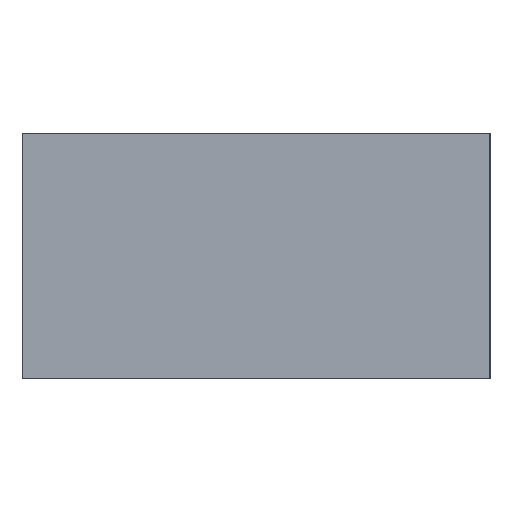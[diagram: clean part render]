
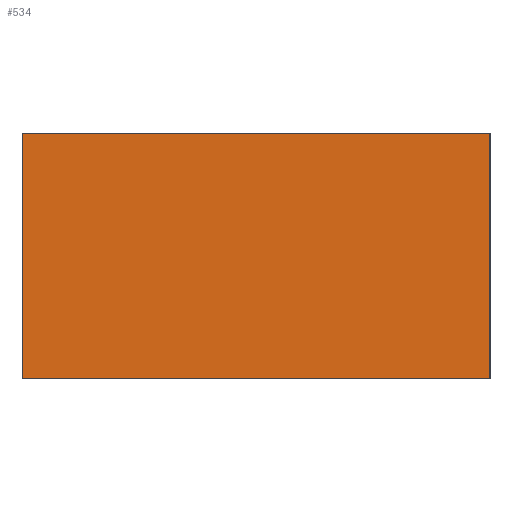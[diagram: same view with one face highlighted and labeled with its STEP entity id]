
A CAD part, left-side view. The second image highlights one B-rep face of the part: STEP entity #534.
In plain terms, the highlighted planar face has unit normal (-1, 0, 0).
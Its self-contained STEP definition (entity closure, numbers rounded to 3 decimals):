
#53=PLANE('',#580);
#81=FACE_OUTER_BOUND('',#113,.T.);
#113=EDGE_LOOP('',(#500,#501,#502,#503));
#141=LINE('',#1085,#201);
#151=LINE('',#1107,#211);
#163=LINE('',#1130,#223);
#176=LINE('',#1163,#236);
#201=VECTOR('',#628,10.);
#211=VECTOR('',#644,10.);
#223=VECTOR('',#664,10.);
#236=VECTOR('',#705,10.);
#264=VERTEX_POINT('',#1082);
#265=VERTEX_POINT('',#1084);
#273=VERTEX_POINT('',#1104);
#274=VERTEX_POINT('',#1106);
#320=EDGE_CURVE('',#265,#264,#141,.T.);
#331=EDGE_CURVE('',#273,#274,#151,.T.);
#344=EDGE_CURVE('',#265,#273,#163,.T.);
#359=EDGE_CURVE('',#264,#274,#176,.T.);
#500=ORIENTED_EDGE('',*,*,#359,.T.);
#501=ORIENTED_EDGE('',*,*,#331,.F.);
#502=ORIENTED_EDGE('',*,*,#344,.F.);
#503=ORIENTED_EDGE('',*,*,#320,.T.);
#534=ADVANCED_FACE('',(#81),#53,.T.);
#580=AXIS2_PLACEMENT_3D('',#1164,#706,#707);
#628=DIRECTION('',(0.,-1.,0.));
#644=DIRECTION('',(0.,-1.,0.));
#664=DIRECTION('',(0.,0.,1.));
#705=DIRECTION('',(0.,0.,1.));
#706=DIRECTION('center_axis',(-1.,0.,0.));
#707=DIRECTION('ref_axis',(0.,-1.,0.));
#1082=CARTESIAN_POINT('',(-9.049,-16.647,0.));
#1084=CARTESIAN_POINT('',(-9.049,2.413,0.));
#1085=CARTESIAN_POINT('',(-9.049,2.413,0.));
#1104=CARTESIAN_POINT('',(-9.049,2.413,10.));
#1106=CARTESIAN_POINT('',(-9.049,-16.647,10.));
#1107=CARTESIAN_POINT('',(-9.049,2.413,10.));
#1130=CARTESIAN_POINT('',(-9.049,2.413,0.));
#1163=CARTESIAN_POINT('',(-9.049,-16.647,0.));
#1164=CARTESIAN_POINT('Origin',(-9.049,2.413,0.));
